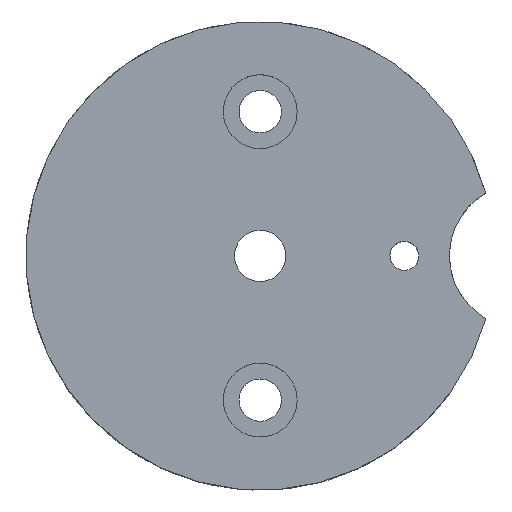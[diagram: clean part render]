
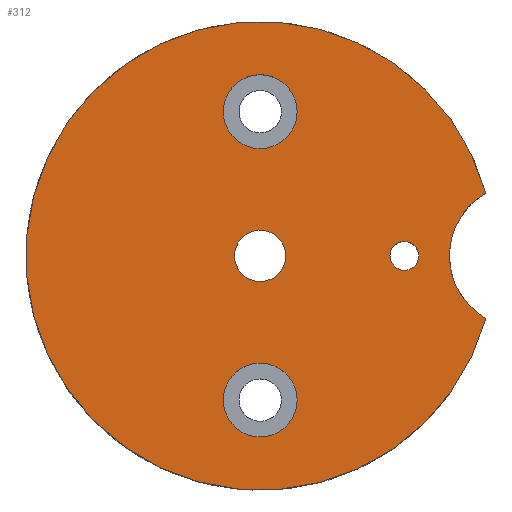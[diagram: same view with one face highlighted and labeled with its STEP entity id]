
A CAD part, top view. The second image highlights one B-rep face of the part: STEP entity #312.
In plain terms, the highlighted planar face has unit normal (0, 0, 1).
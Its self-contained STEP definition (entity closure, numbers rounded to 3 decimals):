
#15=FACE_BOUND('',#91,.T.);
#16=FACE_BOUND('',#92,.T.);
#17=FACE_BOUND('',#93,.T.);
#18=FACE_BOUND('',#94,.T.);
#36=PLANE('',#345);
#70=FACE_OUTER_BOUND('',#90,.T.);
#90=EDGE_LOOP('',(#259,#260));
#91=EDGE_LOOP('',(#261));
#92=EDGE_LOOP('',(#262));
#93=EDGE_LOOP('',(#263));
#94=EDGE_LOOP('',(#264));
#131=CIRCLE('',#340,13.);
#135=CIRCLE('',#346,4.);
#136=CIRCLE('',#347,0.8);
#137=CIRCLE('',#348,2.05);
#138=CIRCLE('',#349,2.05);
#139=CIRCLE('',#350,1.425);
#170=VERTEX_POINT('',#559);
#171=VERTEX_POINT('',#561);
#175=VERTEX_POINT('',#605);
#176=VERTEX_POINT('',#607);
#177=VERTEX_POINT('',#609);
#178=VERTEX_POINT('',#611);
#205=EDGE_CURVE('',#171,#170,#131,.T.);
#212=EDGE_CURVE('',#171,#170,#135,.T.);
#213=EDGE_CURVE('',#175,#175,#136,.T.);
#214=EDGE_CURVE('',#176,#176,#137,.T.);
#215=EDGE_CURVE('',#177,#177,#138,.T.);
#216=EDGE_CURVE('',#178,#178,#139,.T.);
#259=ORIENTED_EDGE('',*,*,#205,.T.);
#260=ORIENTED_EDGE('',*,*,#212,.F.);
#261=ORIENTED_EDGE('',*,*,#213,.T.);
#262=ORIENTED_EDGE('',*,*,#214,.F.);
#263=ORIENTED_EDGE('',*,*,#215,.F.);
#264=ORIENTED_EDGE('',*,*,#216,.F.);
#312=ADVANCED_FACE('',(#70,#15,#16,#17,#18),#36,.T.);
#340=AXIS2_PLACEMENT_3D('',#562,#405,#406);
#345=AXIS2_PLACEMENT_3D('',#603,#416,#417);
#346=AXIS2_PLACEMENT_3D('',#604,#418,#419);
#347=AXIS2_PLACEMENT_3D('',#606,#420,#421);
#348=AXIS2_PLACEMENT_3D('',#608,#422,#423);
#349=AXIS2_PLACEMENT_3D('',#610,#424,#425);
#350=AXIS2_PLACEMENT_3D('',#612,#426,#427);
#405=DIRECTION('center_axis',(0.,0.,1.));
#406=DIRECTION('ref_axis',(-1.,0.,0.));
#416=DIRECTION('center_axis',(0.,0.,1.));
#417=DIRECTION('ref_axis',(1.,0.,0.));
#418=DIRECTION('center_axis',(0.,0.,1.));
#419=DIRECTION('ref_axis',(1.,0.,0.));
#420=DIRECTION('center_axis',(0.,0.,-1.));
#421=DIRECTION('ref_axis',(-1.,0.,0.));
#422=DIRECTION('center_axis',(0.,0.,1.));
#423=DIRECTION('ref_axis',(1.,0.,0.));
#424=DIRECTION('center_axis',(0.,0.,1.));
#425=DIRECTION('ref_axis',(-1.,0.,0.));
#426=DIRECTION('center_axis',(0.,0.,1.));
#427=DIRECTION('ref_axis',(1.,0.,0.));
#559=CARTESIAN_POINT('',(12.526,-3.479,3.));
#561=CARTESIAN_POINT('',(12.526,3.479,3.));
#562=CARTESIAN_POINT('Origin',(0.,0.,3.));
#603=CARTESIAN_POINT('Origin',(0.,0.,3.));
#604=CARTESIAN_POINT('Origin',(14.5,0.,3.));
#605=CARTESIAN_POINT('',(7.61,0.699,3.));
#606=CARTESIAN_POINT('Origin',(8.,0.,3.));
#607=CARTESIAN_POINT('',(2.05,8.,3.));
#608=CARTESIAN_POINT('Origin',(0.,8.,3.));
#609=CARTESIAN_POINT('',(-2.05,-8.,3.));
#610=CARTESIAN_POINT('Origin',(0.,-8.,3.));
#611=CARTESIAN_POINT('',(1.425,0.,3.));
#612=CARTESIAN_POINT('Origin',(0.,0.,3.));
